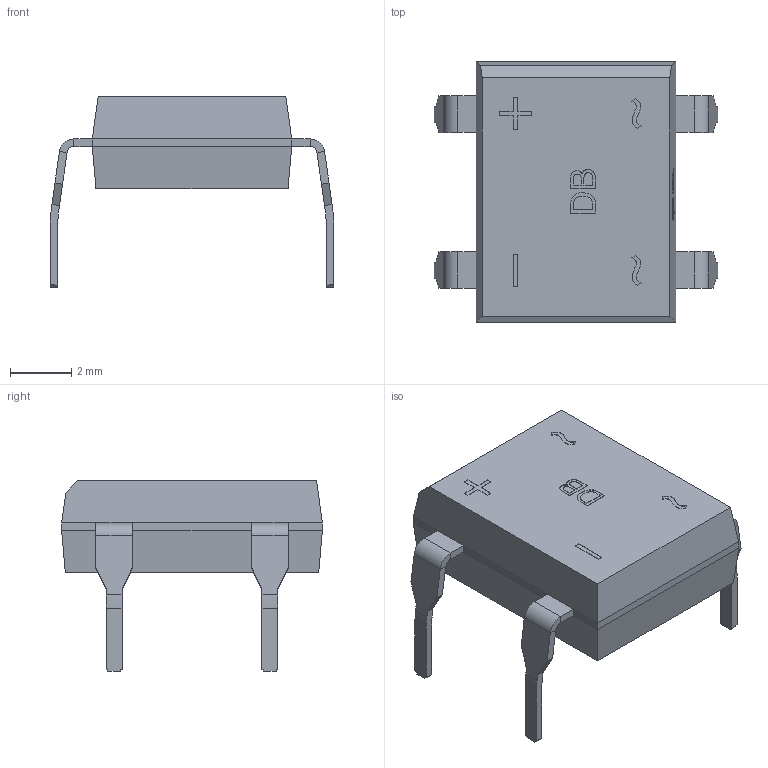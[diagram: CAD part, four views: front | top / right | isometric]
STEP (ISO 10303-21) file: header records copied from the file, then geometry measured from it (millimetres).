
FILE_DESCRIPTION (( 'STEP AP214' ), '1' );
FILE_NAME ('DIO-BG-TH_L8.5-W6.5-H3.0-LS9.0-P5.08.step', '2022-07-04T10:00:03', ( '' ), ( '' ), 'SwSTEP 2.0', 'SolidWorks 2020', '' );
FILE_SCHEMA (( 'AUTOMOTIVE_DESIGN' ));
Length unit declared in the file: millimetre
Products named in the file (1): DIO-BG-TH_L8.5-W6.5-H3.0-LS9.0-P5.08
Bounding box: 9.25 x 8.5 x 6.2 mm (x, y, z)
Volume: 163.6 mm3; surface area: 236.1 mm2
Topology: 1 solids, 1 shells, 403 faces, 1071 edges, 698 vertices
Faces by surface type: plane 261, bspline 126, cylinder 16
Entity records: 18596 total; most frequent: CARTESIAN_POINT 4979, ORIENTED_EDGE 2142, DIRECTION 1403, EDGE_CURVE 1071, VECTOR 783, LINE 783, VERTEX_POINT 698, EDGE_LOOP 431
